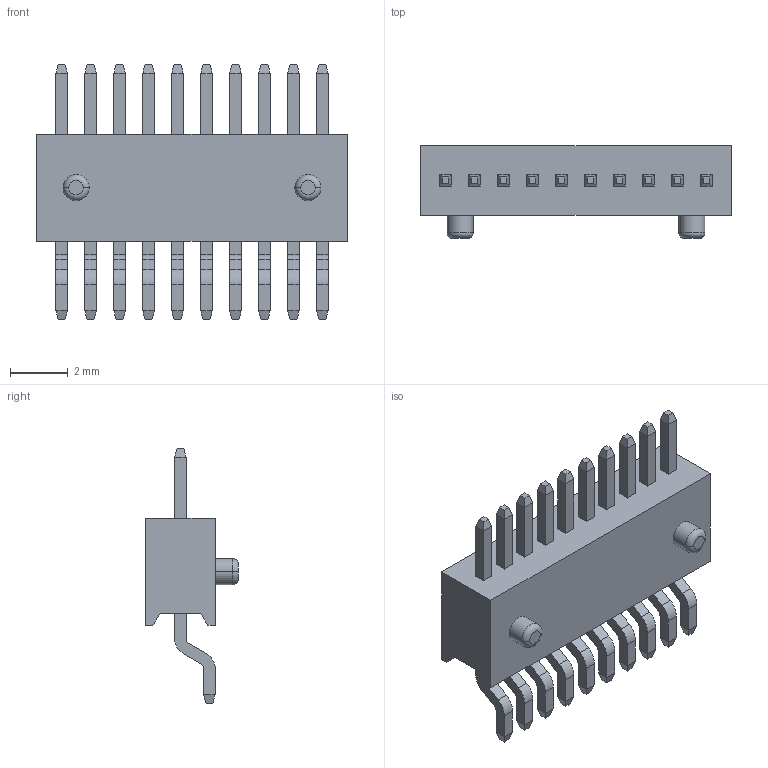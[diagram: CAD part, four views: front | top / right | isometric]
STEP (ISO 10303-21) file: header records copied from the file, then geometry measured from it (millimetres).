
FILE_DESCRIPTION( ('This file contains a STEP AP42 implementation' ,'as created by ZW3D STEP Interface translator.') ,'2;1' );
FILE_NAME( '1537-11XXXXZ091XXXX(衄翐).stp' ,'23 314.16 934', (''), ('ZWCAD Software Co.'), 'Version 1.0', 'ZW3D to STEP translator', '' );
FILE_SCHEMA(('AUTOMOTIVE_DESIGN { 1 0 10303 214 1 1 1 1 }'));
Length unit declared in the file: millimetre
Products named in the file (2): 0; 1537-1110XXZ091XXXX(有柱)缺少倒角
Bounding box: 10.7 x 3.2 x 8.8 mm (x, y, z)
Volume: 97 mm3; surface area: 355.5 mm2
Topology: 11 solids, 11 shells, 311 faces, 755 edges, 468 vertices
Faces by surface type: plane 263, cylinder 44, torus 4
Entity records: 9225 total; most frequent: CARTESIAN_POINT 1535, ORIENTED_EDGE 1510, DIRECTION 1475, EDGE_CURVE 755, VECTOR 659, LINE 659, VERTEX_POINT 468, AXIS2_PLACEMENT_3D 408
